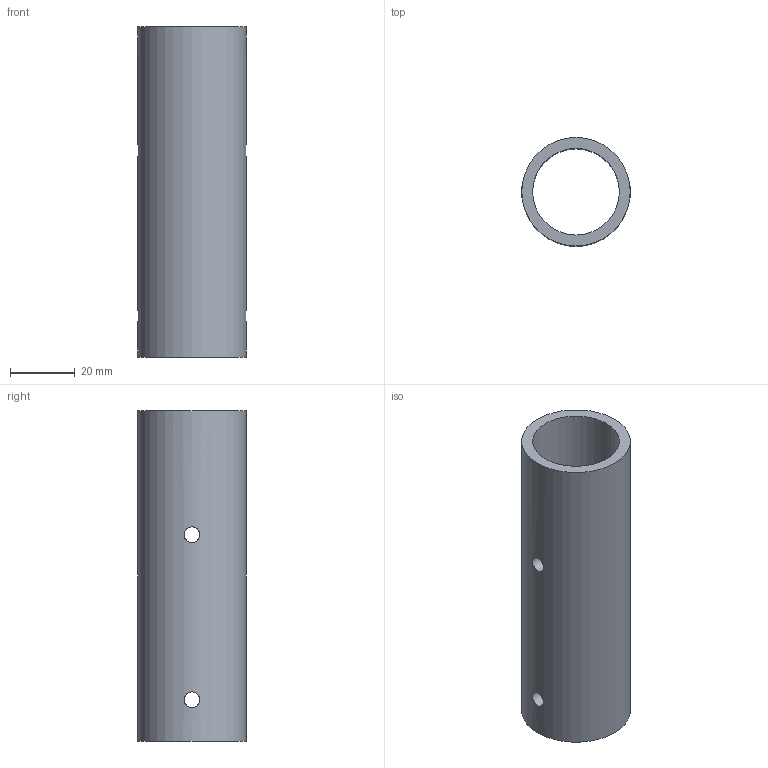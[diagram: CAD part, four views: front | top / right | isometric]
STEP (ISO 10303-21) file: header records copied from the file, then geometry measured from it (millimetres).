
FILE_DESCRIPTION(/* description */ (''),/* implementation_level */ '2;1');
FILE_NAME(/* name */ 'FE-00018-02_1.stp',/* time_stamp */ '2017-01-08T11:56:49-05:00',/* author */ ('jeff1'),/* organization */ (''),/* preprocessor_version */ 'ST-DEVELOPER v16.5',/* originating_system */ 'Autodesk Inventor 2017',/* authorisation */ '');
FILE_SCHEMA (('AUTOMOTIVE_DESIGN { 1 0 10303 214 3 1 1 }'));
Length unit declared in the file: inch
Products named in the file (1): FE-00018-02_1
Bounding box: 33.4 x 33.4 x 101.6 mm (x, y, z)
Volume: 32122.5 mm3; surface area: 19862.1 mm2
Topology: 1 solids, 1 shells, 8 faces, 29 edges, 19 vertices
Faces by surface type: cylinder 6, plane 2
Full cylindrical faces by diameter (mm): 4.851 x4, 26.645 x1, 33.401 x1
Entity records: 496 total; most frequent: CARTESIAN_POINT 297, DIRECTION 26, EDGE_LOOP 24, ORIENTED_EDGE 24, FACE_BOUND 16, AXIS2_PLACEMENT_3D 13, VERTEX_POINT 12, EDGE_CURVE 12
